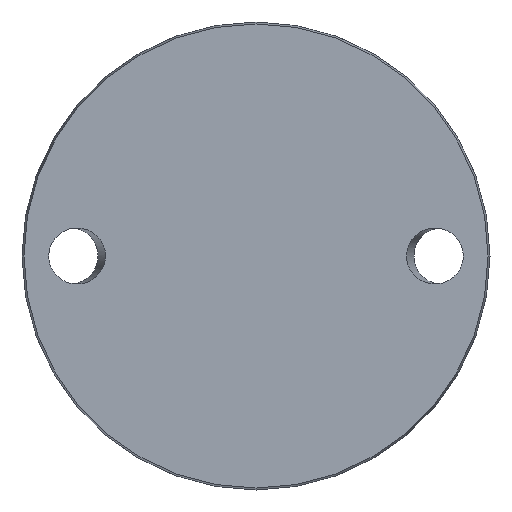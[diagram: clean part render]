
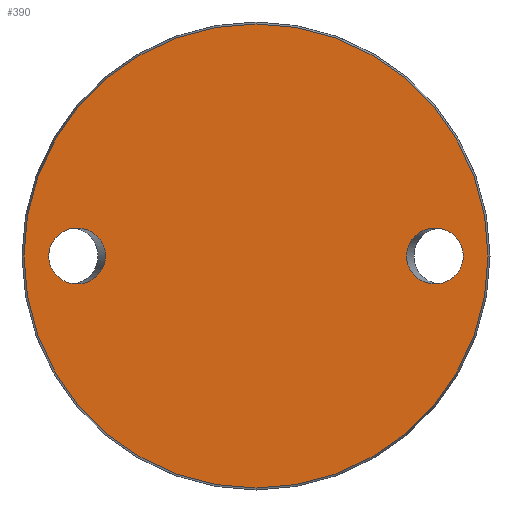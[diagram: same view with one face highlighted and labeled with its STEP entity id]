
A CAD part, front view. The second image highlights one B-rep face of the part: STEP entity #390.
In plain terms, the highlighted planar face has unit normal (0, -1, 0).
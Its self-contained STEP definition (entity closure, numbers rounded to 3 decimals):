
#20 = AXIS2_PLACEMENT_3D ( 'NONE', #363, #589, #119 ) ;
#25 = VERTEX_POINT ( 'NONE', #645 ) ;
#119 = DIRECTION ( 'NONE',  ( 0., 0., -1. ) ) ;
#124 = CARTESIAN_POINT ( 'NONE',  ( 61.115, 0., 0. ) ) ;
#190 = CARTESIAN_POINT ( 'NONE',  ( 0., 0., -68.425 ) ) ;
#201 = CARTESIAN_POINT ( 'NONE',  ( 44.385, 0., 0. ) ) ;
#215 = ORIENTED_EDGE ( 'NONE', *, *, #317, .T. ) ;
#222 = PLANE ( 'NONE',  #904 ) ;
#226 = FACE_OUTER_BOUND ( 'NONE', #822, .T. ) ;
#238 = CARTESIAN_POINT ( 'NONE',  ( -44.385, 0., 16.5 ) ) ;
#284 = CARTESIAN_POINT ( 'NONE',  ( 44.385, 0., -16.5 ) ) ;
#303 = FACE_BOUND ( 'NONE', #484, .T. ) ;
#317 = EDGE_CURVE ( 'NONE', #497, #497, #859, .T. ) ;
#363 = CARTESIAN_POINT ( 'NONE',  ( 0., 0., 0. ) ) ;
#375 =( BOUNDED_CURVE ( )  B_SPLINE_CURVE ( 3, ( #201, #284, #659, #124, #593, #670, #649 ),
 .UNSPECIFIED., .T., .F. ) 
 B_SPLINE_CURVE_WITH_KNOTS ( ( 4, 3, 4 ),
 ( 0., 3.142, 6.283 ),
 .UNSPECIFIED. ) 
 CURVE ( )  GEOMETRIC_REPRESENTATION_ITEM ( )  RATIONAL_B_SPLINE_CURVE ( ( 1., 0.333, 0.333, 1., 0.333, 0.333, 1. ) ) 
 REPRESENTATION_ITEM ( '' )  );
#390 = ADVANCED_FACE ( 'NONE', ( #681, #303, #226 ), #222, .F. ) ;
#483 = CARTESIAN_POINT ( 'NONE',  ( -61.115, 0., 16.5 ) ) ;
#484 = EDGE_LOOP ( 'NONE', ( #663 ) ) ;
#497 = VERTEX_POINT ( 'NONE', #506 ) ;
#500 = ORIENTED_EDGE ( 'NONE', *, *, #952, .T. ) ;
#506 = CARTESIAN_POINT ( 'NONE',  ( -61.115, 0., 0. ) ) ;
#507 = CIRCLE ( 'NONE', #20, 68.425 ) ;
#520 = DIRECTION ( 'NONE',  ( 0., 0., 1. ) ) ;
#578 = VERTEX_POINT ( 'NONE', #190 ) ;
#589 = DIRECTION ( 'NONE',  ( 0., -1., 0. ) ) ;
#593 = CARTESIAN_POINT ( 'NONE',  ( 61.115, 0., 16.5 ) ) ;
#645 = CARTESIAN_POINT ( 'NONE',  ( 44.385, 0., 0. ) ) ;
#649 = CARTESIAN_POINT ( 'NONE',  ( 44.385, 0., 0. ) ) ;
#659 = CARTESIAN_POINT ( 'NONE',  ( 61.115, 0., -16.5 ) ) ;
#663 = ORIENTED_EDGE ( 'NONE', *, *, #978, .F. ) ;
#670 = CARTESIAN_POINT ( 'NONE',  ( 44.385, 0., 16.5 ) ) ;
#674 = EDGE_LOOP ( 'NONE', ( #215 ) ) ;
#675 = CARTESIAN_POINT ( 'NONE',  ( -61.115, 0., -16.5 ) ) ;
#681 = FACE_BOUND ( 'NONE', #674, .T. ) ;
#691 = CARTESIAN_POINT ( 'NONE',  ( -61.115, 0., 0. ) ) ;
#695 = CARTESIAN_POINT ( 'NONE',  ( -68.425, 0., 0. ) ) ;
#768 = DIRECTION ( 'NONE',  ( 0., 1., 0. ) ) ;
#788 = CARTESIAN_POINT ( 'NONE',  ( -61.115, 0., 0. ) ) ;
#822 = EDGE_LOOP ( 'NONE', ( #500 ) ) ;
#859 =( BOUNDED_CURVE ( )  B_SPLINE_CURVE ( 3, ( #788, #483, #238, #923, #993, #675, #691 ),
 .UNSPECIFIED., .T., .T. ) 
 B_SPLINE_CURVE_WITH_KNOTS ( ( 4, 3, 4 ),
 ( 0., 3.142, 6.283 ),
 .UNSPECIFIED. ) 
 CURVE ( )  GEOMETRIC_REPRESENTATION_ITEM ( )  RATIONAL_B_SPLINE_CURVE ( ( 1., 0.333, 0.333, 1., 0.333, 0.333, 1. ) ) 
 REPRESENTATION_ITEM ( '' )  );
#904 = AXIS2_PLACEMENT_3D ( 'NONE', #695, #768, #520 ) ;
#923 = CARTESIAN_POINT ( 'NONE',  ( -44.385, 0., 0. ) ) ;
#952 = EDGE_CURVE ( 'NONE', #578, #578, #507, .T. ) ;
#978 = EDGE_CURVE ( 'NONE', #25, #25, #375, .T. ) ;
#993 = CARTESIAN_POINT ( 'NONE',  ( -44.385, 0., -16.5 ) ) ;
